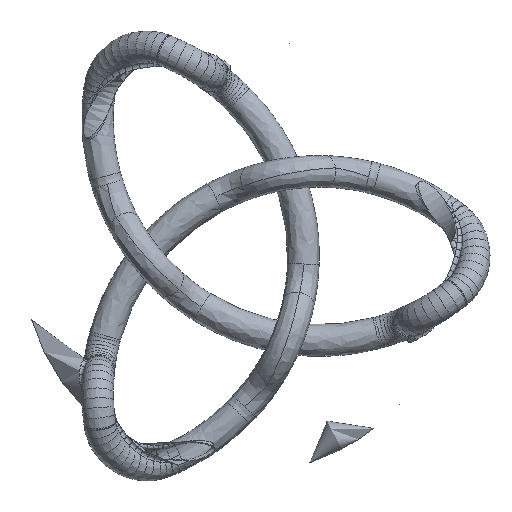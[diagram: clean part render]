
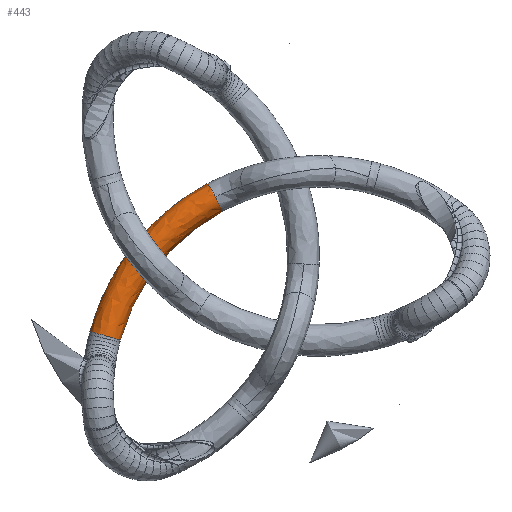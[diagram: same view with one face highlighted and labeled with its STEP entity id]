
A CAD part, top view. The second image highlights one B-rep face of the part: STEP entity #443.
In plain terms, the highlighted free-form (B-spline) face has degree [2, 2] with [3, 7] control points.
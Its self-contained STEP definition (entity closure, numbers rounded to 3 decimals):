
#22 = VERTEX_POINT('',#23);
#23 = CARTESIAN_POINT('',(-112.083,-17.224,
    27.958));
#51 = VERTEX_POINT('',#52);
#52 = CARTESIAN_POINT('',(-131.047,20.185,
    27.958));
#58 = EDGE_CURVE('',#51,#22,#59,.T.);
#59 = B_SPLINE_CURVE_WITH_KNOTS('',3,(#60,#61,#62,#63,#64,#65,#66,#67,
    #68,#69,#70,#71,#72,#73),.UNSPECIFIED.,.F.,.F.,(4,1,1,1,1,1,1,1,1,1,
    1,4),(0.,0.722,1.445,2.889,4.334
    ,5.778,6.501,7.223,7.945,
    8.668,9.39,10.112),.UNSPECIFIED.);
#60 = CARTESIAN_POINT('',(-131.047,20.185,
    27.958));
#61 = CARTESIAN_POINT('',(-132.305,18.698,
    27.958));
#62 = CARTESIAN_POINT('',(-134.603,15.573,
    28.558));
#63 = CARTESIAN_POINT('',(-138.068,9.285,31.151
    ));
#64 = CARTESIAN_POINT('',(-140.026,1.404,35.653
    ));
#65 = CARTESIAN_POINT('',(-138.485,-8.205,
    40.169));
#66 = CARTESIAN_POINT('',(-134.598,-15.946,
    41.396));
#67 = CARTESIAN_POINT('',(-130.525,-21.175,
    40.178));
#68 = CARTESIAN_POINT('',(-127.129,-24.211,
    38.121));
#69 = CARTESIAN_POINT('',(-123.506,-25.805,
    35.019));
#70 = CARTESIAN_POINT('',(-119.72,-25.156,31.404
    ));
#71 = CARTESIAN_POINT('',(-115.826,-21.944,
    28.579));
#72 = CARTESIAN_POINT('',(-113.28,-18.827,27.958)
  );
#73 = CARTESIAN_POINT('',(-112.083,-17.224,
    27.958));
#198 = EDGE_CURVE('',#22,#51,#199,.T.);
#199 = B_SPLINE_CURVE_WITH_KNOTS('',3,(#200,#201,#202,#203,#204,#205,
    #206,#207,#208,#209,#210,#211,#212,#213,#214,#215),.UNSPECIFIED.,.F.
  ,.F.,(4,1,1,1,1,1,1,1,1,1,1,1,1,4),(0.,0.678,1.355,
    2.033,2.71,4.065,5.421,
    6.098,6.776,7.453,8.131,
    8.47,8.808,9.486),.UNSPECIFIED.);
#200 = CARTESIAN_POINT('',(-112.083,-17.224,
    27.958));
#201 = CARTESIAN_POINT('',(-110.96,-15.719,
    27.958));
#202 = CARTESIAN_POINT('',(-108.848,-12.622,
    28.5));
#203 = CARTESIAN_POINT('',(-106.478,-8.131,
    30.53));
#204 = CARTESIAN_POINT('',(-105.19,-3.838,
    33.197));
#205 = CARTESIAN_POINT('',(-104.957,1.733,36.889
    ));
#206 = CARTESIAN_POINT('',(-107.11,8.694,
    40.57));
#207 = CARTESIAN_POINT('',(-110.993,15.678,
    41.336));
#208 = CARTESIAN_POINT('',(-114.47,20.686,
    39.936));
#209 = CARTESIAN_POINT('',(-117.223,23.858,
    37.893));
#210 = CARTESIAN_POINT('',(-120.139,26.042,
    34.951));
#211 = CARTESIAN_POINT('',(-122.882,26.406,
    32.014));
#212 = CARTESIAN_POINT('',(-125.356,25.399,
    29.946));
#213 = CARTESIAN_POINT('',(-127.944,23.582,
    28.379));
#214 = CARTESIAN_POINT('',(-129.866,21.581,
    27.958));
#215 = CARTESIAN_POINT('',(-131.047,20.185,
    27.958));
#443 = ADVANCED_FACE('',(#444,#501),#505,.T.);
#444 = FACE_BOUND('',#445,.T.);
#445 = EDGE_LOOP('',(#446,#456,#464,#472,#478,#490,#500));
#446 = ORIENTED_EDGE('',*,*,#447,.T.);
#447 = EDGE_CURVE('',#448,#450,#452,.T.);
#448 = VERTEX_POINT('',#449);
#449 = CARTESIAN_POINT('',(-22.372,57.847,
    20.485));
#450 = VERTEX_POINT('',#451);
#451 = CARTESIAN_POINT('',(-31.971,75.943,
    40.969));
#452 = ( BOUNDED_CURVE() B_SPLINE_CURVE(2,(#453,#454,#455),
.UNSPECIFIED.,.F.,.F.) B_SPLINE_CURVE_WITH_KNOTS((3,3),(0.,
1.571),.PIECEWISE_BEZIER_KNOTS.) CURVE() 
GEOMETRIC_REPRESENTATION_ITEM() RATIONAL_B_SPLINE_CURVE((1.,
0.707,1.)) REPRESENTATION_ITEM('') );
#453 = CARTESIAN_POINT('',(-22.372,57.847,
    20.485));
#454 = CARTESIAN_POINT('',(-22.372,57.847,
    40.969));
#455 = CARTESIAN_POINT('',(-31.971,75.943,
    40.969));
#456 = ORIENTED_EDGE('',*,*,#457,.F.);
#457 = EDGE_CURVE('',#458,#450,#460,.T.);
#458 = VERTEX_POINT('',#459);
#459 = CARTESIAN_POINT('',(-41.571,94.039,
    20.485));
#460 = ( BOUNDED_CURVE() B_SPLINE_CURVE(2,(#461,#462,#463),
.UNSPECIFIED.,.F.,.F.) B_SPLINE_CURVE_WITH_KNOTS((3,3),(0.,
1.571),.PIECEWISE_BEZIER_KNOTS.) CURVE() 
GEOMETRIC_REPRESENTATION_ITEM() RATIONAL_B_SPLINE_CURVE((1.,
0.707,1.)) REPRESENTATION_ITEM('') );
#461 = CARTESIAN_POINT('',(-41.571,94.039,
    20.485));
#462 = CARTESIAN_POINT('',(-41.571,94.039,40.969
    ));
#463 = CARTESIAN_POINT('',(-31.971,75.943,
    40.969));
#464 = ORIENTED_EDGE('',*,*,#465,.T.);
#465 = EDGE_CURVE('',#458,#466,#468,.T.);
#466 = VERTEX_POINT('',#467);
#467 = CARTESIAN_POINT('',(-31.971,75.943,0.));
#468 = ( BOUNDED_CURVE() B_SPLINE_CURVE(2,(#469,#470,#471),
.UNSPECIFIED.,.F.,.F.) B_SPLINE_CURVE_WITH_KNOTS((3,3),(0.,
1.571),.PIECEWISE_BEZIER_KNOTS.) CURVE() 
GEOMETRIC_REPRESENTATION_ITEM() RATIONAL_B_SPLINE_CURVE((1.,
0.707,1.)) REPRESENTATION_ITEM('') );
#469 = CARTESIAN_POINT('',(-41.571,94.039,
    20.485));
#470 = CARTESIAN_POINT('',(-41.571,94.039,
    0.));
#471 = CARTESIAN_POINT('',(-31.971,75.943,
    0.));
#472 = ORIENTED_EDGE('',*,*,#473,.F.);
#473 = EDGE_CURVE('',#448,#466,#474,.T.);
#474 = ( BOUNDED_CURVE() B_SPLINE_CURVE(2,(#475,#476,#477),
.UNSPECIFIED.,.F.,.F.) B_SPLINE_CURVE_WITH_KNOTS((3,3),(0.,
1.571),.PIECEWISE_BEZIER_KNOTS.) CURVE() 
GEOMETRIC_REPRESENTATION_ITEM() RATIONAL_B_SPLINE_CURVE((1.,
0.707,1.)) REPRESENTATION_ITEM('') );
#475 = CARTESIAN_POINT('',(-22.372,57.847,
    20.485));
#476 = CARTESIAN_POINT('',(-22.372,57.847,
    0.));
#477 = CARTESIAN_POINT('',(-31.971,75.943,0.));
#478 = ORIENTED_EDGE('',*,*,#479,.F.);
#479 = EDGE_CURVE('',#480,#448,#482,.T.);
#480 = VERTEX_POINT('',#481);
#481 = CARTESIAN_POINT('',(-154.804,-108.479,
    20.485));
#482 = ( BOUNDED_CURVE() B_SPLINE_CURVE(6,(#483,#484,#485,#486,#487,#488
,#489),.UNSPECIFIED.,.F.,.F.) B_SPLINE_CURVE_WITH_KNOTS((7,7),(
0.262,1.083),.PIECEWISE_BEZIER_KNOTS.) CURVE() 
GEOMETRIC_REPRESENTATION_ITEM() RATIONAL_B_SPLINE_CURVE((1.008,
    1.003,0.999,0.998,0.999,
1.003,1.008)) REPRESENTATION_ITEM('') );
#483 = CARTESIAN_POINT('',(-154.804,-108.479,
    20.485));
#484 = CARTESIAN_POINT('',(-145.316,-73.071,
    20.485));
#485 = CARTESIAN_POINT('',(-130.058,-39.469,
    20.485));
#486 = CARTESIAN_POINT('',(-109.445,-8.709,
    20.485));
#487 = CARTESIAN_POINT('',(-84.084,18.271,20.485
    ));
#488 = CARTESIAN_POINT('',(-54.754,40.669,
    20.485));
#489 = CARTESIAN_POINT('',(-22.372,57.847,
    20.485));
#490 = ORIENTED_EDGE('',*,*,#491,.T.);
#491 = EDGE_CURVE('',#480,#480,#492,.T.);
#492 = ( BOUNDED_CURVE() B_SPLINE_CURVE(2,(#493,#494,#495,#496,#497,#498
,#499),.UNSPECIFIED.,.T.,.F.) B_SPLINE_CURVE_WITH_KNOTS((3,2,2,3),(
    3.142,5.236,7.33,9.425),
.PIECEWISE_BEZIER_KNOTS.) CURVE() GEOMETRIC_REPRESENTATION_ITEM() 
RATIONAL_B_SPLINE_CURVE((1.,0.5,1.,0.5,1.,0.5,1.)) REPRESENTATION_ITEM(
  '') );
#493 = CARTESIAN_POINT('',(-154.804,-108.479,
    20.485));
#494 = CARTESIAN_POINT('',(-154.804,-108.479,
    -14.996));
#495 = CARTESIAN_POINT('',(-184.484,-100.526,2.744
    ));
#496 = CARTESIAN_POINT('',(-214.164,-92.573,
    20.485));
#497 = CARTESIAN_POINT('',(-184.484,-100.526,
    38.225));
#498 = CARTESIAN_POINT('',(-154.804,-108.479,55.965
    ));
#499 = CARTESIAN_POINT('',(-154.804,-108.479,
    20.485));
#500 = ORIENTED_EDGE('',*,*,#479,.T.);
#501 = FACE_BOUND('',#502,.T.);
#502 = EDGE_LOOP('',(#503,#504));
#503 = ORIENTED_EDGE('',*,*,#58,.F.);
#504 = ORIENTED_EDGE('',*,*,#198,.F.);
#505 = ( BOUNDED_SURFACE() B_SPLINE_SURFACE(2,2,(
    (#506,#507,#508,#509,#510,#511,#512)
    ,(#513,#514,#515,#516,#517,#518,#519)
    ,(#520,#521,#522,#523,#524,#525,#526
)),.UNSPECIFIED.,.F.,.T.,.F.) B_SPLINE_SURFACE_WITH_KNOTS((3,3),(3,2,2,3
    ),(6.545,7.366),(3.142,5.236,
    7.33,9.425),.PIECEWISE_BEZIER_KNOTS.) 
GEOMETRIC_REPRESENTATION_ITEM() RATIONAL_B_SPLINE_SURFACE((
    (1.,0.5,1.,0.5,1.,0.5,1.)
    ,(0.917,0.458,0.917,0.458
      ,0.917,0.458,0.917)
,(1.,0.5,1.,0.5,1.,0.5,1.))) REPRESENTATION_ITEM('') SURFACE() );
#506 = CARTESIAN_POINT('',(-154.804,-108.479,
    20.485));
#507 = CARTESIAN_POINT('',(-154.804,-108.479,55.965
    ));
#508 = CARTESIAN_POINT('',(-184.484,-100.526,
    38.225));
#509 = CARTESIAN_POINT('',(-214.164,-92.573,
    20.485));
#510 = CARTESIAN_POINT('',(-184.484,-100.526,2.744
    ));
#511 = CARTESIAN_POINT('',(-154.804,-108.479,
    -14.996));
#512 = CARTESIAN_POINT('',(-154.804,-108.479,
    20.485));
#513 = CARTESIAN_POINT('',(-124.795,3.513,
    20.485));
#514 = CARTESIAN_POINT('',(-124.795,3.513,55.965)
  );
#515 = CARTESIAN_POINT('',(-151.013,24.388,
    38.225));
#516 = CARTESIAN_POINT('',(-177.23,45.263,
    20.485));
#517 = CARTESIAN_POINT('',(-151.013,24.388,2.744
    ));
#518 = CARTESIAN_POINT('',(-124.795,3.513,
    -14.996));
#519 = CARTESIAN_POINT('',(-124.795,3.513,
    20.485));
#520 = CARTESIAN_POINT('',(-22.372,57.847,
    20.485));
#521 = CARTESIAN_POINT('',(-22.372,57.847,55.965
    ));
#522 = CARTESIAN_POINT('',(-36.771,84.991,
    38.225));
#523 = CARTESIAN_POINT('',(-51.17,112.136,
    20.485));
#524 = CARTESIAN_POINT('',(-36.771,84.991,2.744
    ));
#525 = CARTESIAN_POINT('',(-22.372,57.847,
    -14.996));
#526 = CARTESIAN_POINT('',(-22.372,57.847,
    20.485));
